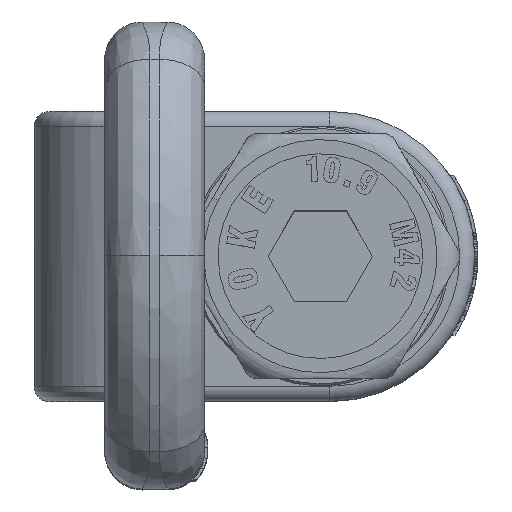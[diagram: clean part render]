
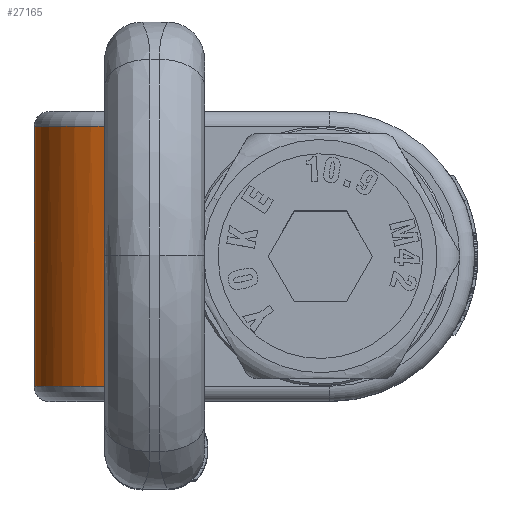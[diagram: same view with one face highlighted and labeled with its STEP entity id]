
A CAD part, top view. The second image highlights one B-rep face of the part: STEP entity #27165.
In plain terms, the highlighted cylindrical face has radius 30 mm (diameter 60 mm), a partial arc.
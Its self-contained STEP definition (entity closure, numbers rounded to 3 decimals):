
#26132=CARTESIAN_POINT('Line Origine',(30.,-0.002,30.)) ;
#26136=CARTESIAN_POINT('Vertex',(30.,34.5,30.)) ;
#26138=CARTESIAN_POINT('Vertex',(30.,-34.504,30.)) ;
#26805=CARTESIAN_POINT('Vertex',(0.,34.5,0.)) ;
#26808=CARTESIAN_POINT('Axis2P3D Location',(30.,34.5,0.)) ;
#26933=CARTESIAN_POINT('Vertex',(0.,-34.506,0.)) ;
#26937=CARTESIAN_POINT('Control Point',(0.,-34.506,0.)) ;
#26938=CARTESIAN_POINT('Control Point',(0.,-34.506,2.177)) ;
#26939=CARTESIAN_POINT('Control Point',(0.198,-34.506,4.355)) ;
#26940=CARTESIAN_POINT('Control Point',(0.593,-34.506,6.508)) ;
#26941=CARTESIAN_POINT('Control Point',(2.064,-34.506,11.773)) ;
#26942=CARTESIAN_POINT('Control Point',(4.689,-34.505,16.6)) ;
#26943=CARTESIAN_POINT('Control Point',(6.651,-34.505,19.263)) ;
#26944=CARTESIAN_POINT('Control Point',(11.251,-34.505,23.987)) ;
#26945=CARTESIAN_POINT('Control Point',(16.947,-34.505,27.31)) ;
#26946=CARTESIAN_POINT('Control Point',(20.004,-34.504,28.571)) ;
#26947=CARTESIAN_POINT('Control Point',(23.893,-34.504,29.581)) ;
#26948=CARTESIAN_POINT('Control Point',(27.859,-34.504,29.936)) ;
#26949=CARTESIAN_POINT('Control Point',(28.572,-34.504,29.979)) ;
#26950=CARTESIAN_POINT('Control Point',(29.286,-34.504,30.)) ;
#26951=CARTESIAN_POINT('Control Point',(30.,-34.504,30.)) ;
#27149=CARTESIAN_POINT('Axis2P3D Location',(30.,-0.003,0.)) ;
#27154=CARTESIAN_POINT('Line Origine',(0.,-0.003,0.)) ;
#26133=DIRECTION('Vector Direction',(0.,1.,0.)) ;
#26809=DIRECTION('Axis2P3D Direction',(0.,1.,0.)) ;
#27150=DIRECTION('Axis2P3D Direction',(0.,1.,0.)) ;
#27151=DIRECTION('Axis2P3D XDirection',(-1.,0.,0.)) ;
#27155=DIRECTION('Vector Direction',(0.,1.,0.)) ;
#26810=AXIS2_PLACEMENT_3D('Circle Axis2P3D',#26808,#26809,$) ;
#27152=AXIS2_PLACEMENT_3D('Cylinder Axis2P3D',#27149,#27150,#27151) ;
#27160=ORIENTED_EDGE('',*,*,#26812,.T.) ;
#27161=ORIENTED_EDGE('',*,*,#27158,.T.) ;
#27162=ORIENTED_EDGE('',*,*,#26952,.T.) ;
#27163=ORIENTED_EDGE('',*,*,#26140,.F.) ;
#26134=VECTOR('Line Direction',#26133,1.) ;
#27156=VECTOR('Line Direction',#27155,1.) ;
#27165=ADVANCED_FACE('\X2\51434EF6672C9AD4\X0\',(#27164),#27153,.T.) ;
#26936=B_SPLINE_CURVE_WITH_KNOTS('',5,(#26937,#26938,#26939,#26940,#26941,#26942,#26943,#26944,#26945,#26946,#26947,#26948,#26949,#26950,#26951),.UNSPECIFIED.,.F.,.U.,(6,3,3,3,6),(93.54,107.948,129.562,151.177,155.9),.UNSPECIFIED.) ;
#26811=CIRCLE('generated circle',#26810,30.) ;
#27153=CYLINDRICAL_SURFACE('generated cylinder',#27152,30.) ;
#26140=EDGE_CURVE('',#26137,#26139,#26135,.F.) ;
#26812=EDGE_CURVE('',#26137,#26806,#26811,.F.) ;
#26952=EDGE_CURVE('',#26934,#26139,#26936,.T.) ;
#27158=EDGE_CURVE('',#26806,#26934,#27157,.F.) ;
#27159=EDGE_LOOP('',(#27160,#27161,#27162,#27163)) ;
#27164=FACE_OUTER_BOUND('',#27159,.T.) ;
#26135=LINE('Line',#26132,#26134) ;
#27157=LINE('Line',#27154,#27156) ;
#26137=VERTEX_POINT('',#26136) ;
#26139=VERTEX_POINT('',#26138) ;
#26806=VERTEX_POINT('',#26805) ;
#26934=VERTEX_POINT('',#26933) ;
